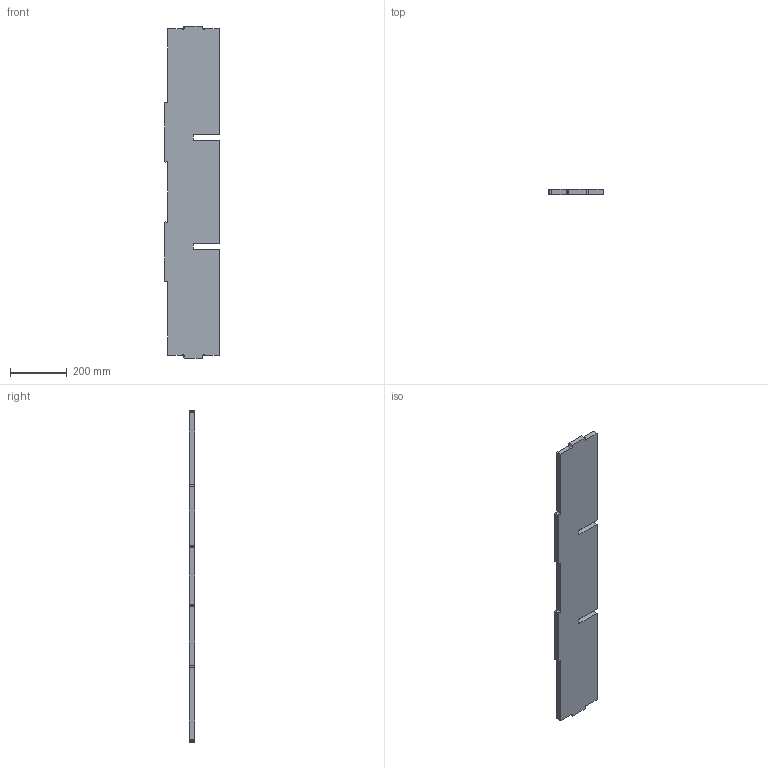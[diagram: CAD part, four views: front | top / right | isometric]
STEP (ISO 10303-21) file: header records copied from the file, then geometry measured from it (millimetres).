
FILE_DESCRIPTION(('CATIA V5 STEP Exchange'),'2;1');
FILE_NAME('BSF_V1_separateur_vertical.stp','2018-11-01T10:43:00+00:00',('none'),('none'),'CATIA Version 5 Release 20 GA (IN-10)','CATIA V5 STEP AP203','none');
FILE_SCHEMA(('CONFIG_CONTROL_DESIGN'));
Length unit declared in the file: millimetre
Products named in the file (1): BookshelfPlanter_SeparateurVertical
Bounding box: 192 x 18 x 1169 mm (x, y, z)
Volume: 3800906.6 mm3; surface area: 478297.5 mm2
Topology: 1 solids, 1 shells, 50 faces, 144 edges, 96 vertices
Faces by surface type: plane 38, cylinder 12
Entity records: 1600 total; most frequent: ORIENTED_EDGE 288, CARTESIAN_POINT 281, DIRECTION 224, EDGE_CURVE 144, VECTOR 120, LINE 120, VERTEX_POINT 96, AXIS2_PLACEMENT_3D 65
